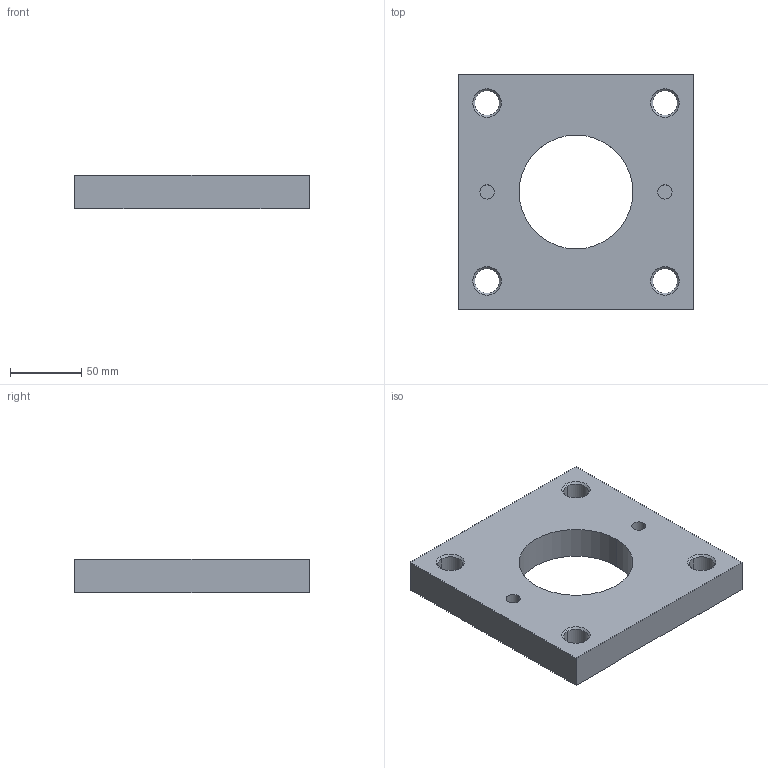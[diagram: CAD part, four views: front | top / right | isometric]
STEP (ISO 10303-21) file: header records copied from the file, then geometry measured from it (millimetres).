
FILE_DESCRIPTION(('STEP AP203'),'1');
FILE_NAME('ap_89-q-ds-89-0_5.stp','2014-08-06T06:47:37',('TraceParts'),('TraceParts S.A.'),'XStep 1.0',' ',' ');
FILE_SCHEMA(('CONFIG_CONTROL_DESIGN'));
Length unit declared in the file: millimetre
Products named in the file (1): 1
Bounding box: 165 x 165 x 23.5 mm (x, y, z)
Volume: 490462.9 mm3; surface area: 70123.7 mm2
Topology: 1 solids, 1 shells, 63 faces, 160 edges, 100 vertices
Faces by surface type: plane 25, cylinder 22, cone 16
Entity records: 1958 total; most frequent: DIRECTION 348, CARTESIAN_POINT 324, ORIENTED_EDGE 320, EDGE_CURVE 160, AXIS2_PLACEMENT_3D 124, VERTEX_POINT 100, LINE 100, VECTOR 100
